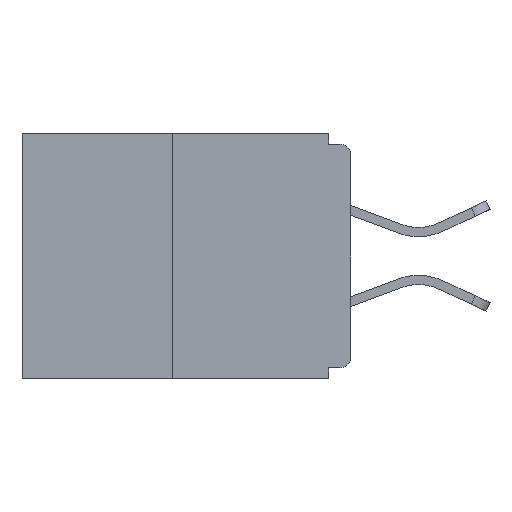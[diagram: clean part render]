
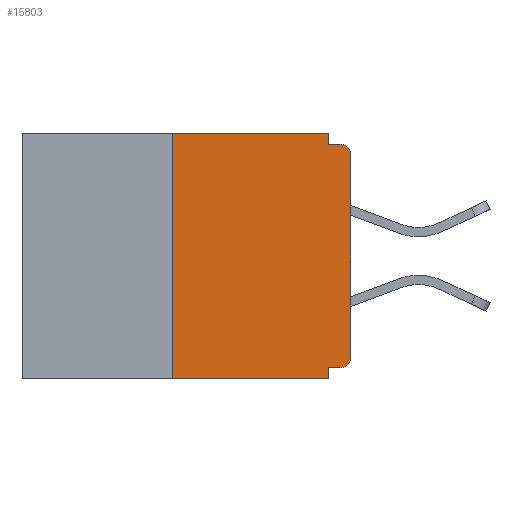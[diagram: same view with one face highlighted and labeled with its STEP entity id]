
A CAD part, left-side view. The second image highlights one B-rep face of the part: STEP entity #15803.
In plain terms, the highlighted planar face has unit normal (-1, 0, 0).
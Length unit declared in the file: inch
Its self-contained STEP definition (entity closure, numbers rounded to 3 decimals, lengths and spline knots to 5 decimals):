
#666 = VERTEX_POINT ( 'NONE', #16368 ) ;
#683 = CIRCLE ( 'NONE', #1585, 0.015 ) ;
#824 = CARTESIAN_POINT ( 'NONE',  ( 0., 0.031, -0.015 ) ) ;
#1054 = DIRECTION ( 'NONE',  ( 0., -1., 0. ) ) ;
#1585 = AXIS2_PLACEMENT_3D ( 'NONE', #7049, #12709, #3087 ) ;
#1607 = ORIENTED_EDGE ( 'NONE', *, *, #13235, .F. ) ;
#1808 = ORIENTED_EDGE ( 'NONE', *, *, #8145, .T. ) ;
#1832 = EDGE_CURVE ( 'NONE', #5376, #4507, #12269, .T. ) ;
#1929 = VECTOR ( 'NONE', #9487, 39.37008 ) ;
#2504 = CARTESIAN_POINT ( 'NONE',  ( 0., 0.015, -0.03 ) ) ;
#3087 = DIRECTION ( 'NONE',  ( 0., 0., -1. ) ) ;
#3605 = ORIENTED_EDGE ( 'NONE', *, *, #13443, .F. ) ;
#3685 = DIRECTION ( 'NONE',  ( 0., -1., 0. ) ) ;
#3881 = DIRECTION ( 'NONE',  ( 0., 0., -1. ) ) ;
#4022 = VERTEX_POINT ( 'NONE', #7064 ) ;
#4507 = VERTEX_POINT ( 'NONE', #16428 ) ;
#4665 = LINE ( 'NONE', #10288, #5442 ) ;
#5028 = LINE ( 'NONE', #10853, #17998 ) ;
#5083 = AXIS2_PLACEMENT_3D ( 'NONE', #2504, #16537, #3881 ) ;
#5266 = CARTESIAN_POINT ( 'NONE',  ( 0., 0.46, -0.343 ) ) ;
#5282 = ORIENTED_EDGE ( 'NONE', *, *, #7364, .T. ) ;
#5376 = VERTEX_POINT ( 'NONE', #824 ) ;
#5428 = DIRECTION ( 'NONE',  ( 0., 0., 1. ) ) ;
#5442 = VECTOR ( 'NONE', #8896, 39.37008 ) ;
#5472 = CARTESIAN_POINT ( 'NONE',  ( 0., 0., -0.03 ) ) ;
#5569 = CARTESIAN_POINT ( 'NONE',  ( 0., 0.031, -0.343 ) ) ;
#6183 = VERTEX_POINT ( 'NONE', #5472 ) ;
#6368 = VERTEX_POINT ( 'NONE', #7221 ) ;
#6640 = LINE ( 'NONE', #15068, #11619 ) ;
#7024 = ORIENTED_EDGE ( 'NONE', *, *, #8060, .T. ) ;
#7029 = CARTESIAN_POINT ( 'NONE',  ( 0., 0.25, 0. ) ) ;
#7041 = VECTOR ( 'NONE', #12504, 39.37008 ) ;
#7049 = CARTESIAN_POINT ( 'NONE',  ( 0., 0.015, -0.313 ) ) ;
#7064 = CARTESIAN_POINT ( 'NONE',  ( 0., 0.015, -0.328 ) ) ;
#7221 = CARTESIAN_POINT ( 'NONE',  ( 0., 0.25, 0. ) ) ;
#7354 = ORIENTED_EDGE ( 'NONE', *, *, #16913, .F. ) ;
#7364 = EDGE_CURVE ( 'NONE', #6183, #4507, #15991, .T. ) ;
#7665 = PLANE ( 'NONE',  #12134 ) ;
#8060 = EDGE_CURVE ( 'NONE', #666, #6183, #6640, .T. ) ;
#8145 = EDGE_CURVE ( 'NONE', #12076, #10013, #16528, .T. ) ;
#8607 = EDGE_CURVE ( 'NONE', #4022, #666, #683, .T. ) ;
#8864 = VECTOR ( 'NONE', #11198, 39.37008 ) ;
#8896 = DIRECTION ( 'NONE',  ( 0., 1., 0. ) ) ;
#8961 = VERTEX_POINT ( 'NONE', #16550 ) ;
#9487 = DIRECTION ( 'NONE',  ( 0., -1., 0. ) ) ;
#9652 = LINE ( 'NONE', #5569, #7041 ) ;
#10001 = LINE ( 'NONE', #11665, #17560 ) ;
#10013 = VERTEX_POINT ( 'NONE', #16577 ) ;
#10237 = CARTESIAN_POINT ( 'NONE',  ( 0., 0.25, -0.343 ) ) ;
#10288 = CARTESIAN_POINT ( 'NONE',  ( 0., 0., -0.328 ) ) ;
#10415 = VECTOR ( 'NONE', #3685, 39.37008 ) ;
#10626 = DIRECTION ( 'NONE',  ( 1., 0., 0. ) ) ;
#10853 = CARTESIAN_POINT ( 'NONE',  ( 0., 0.46, 0. ) ) ;
#11198 = DIRECTION ( 'NONE',  ( 0., 0., 1. ) ) ;
#11619 = VECTOR ( 'NONE', #5428, 39.37008 ) ;
#11665 = CARTESIAN_POINT ( 'NONE',  ( 0., 0.031, 0. ) ) ;
#11836 = FACE_OUTER_BOUND ( 'NONE', #15223, .T. ) ;
#12076 = VERTEX_POINT ( 'NONE', #10237 ) ;
#12134 = AXIS2_PLACEMENT_3D ( 'NONE', #13309, #10626, #17459 ) ;
#12269 = LINE ( 'NONE', #16227, #1929 ) ;
#12504 = DIRECTION ( 'NONE',  ( 0., 0., -1. ) ) ;
#12615 = CARTESIAN_POINT ( 'NONE',  ( 0., 0.031, -0.328 ) ) ;
#12693 = ORIENTED_EDGE ( 'NONE', *, *, #1832, .F. ) ;
#12709 = DIRECTION ( 'NONE',  ( -1., 0., 0. ) ) ;
#13062 = ORIENTED_EDGE ( 'NONE', *, *, #15123, .F. ) ;
#13235 = EDGE_CURVE ( 'NONE', #6368, #8961, #5028, .T. ) ;
#13309 = CARTESIAN_POINT ( 'NONE',  ( 0., 0.46, 0. ) ) ;
#13443 = EDGE_CURVE ( 'NONE', #14643, #10013, #9652, .T. ) ;
#14177 = ORIENTED_EDGE ( 'NONE', *, *, #16495, .F. ) ;
#14643 = VERTEX_POINT ( 'NONE', #12615 ) ;
#15068 = CARTESIAN_POINT ( 'NONE',  ( 0., 0., 0. ) ) ;
#15123 = EDGE_CURVE ( 'NONE', #12076, #6368, #15440, .T. ) ;
#15223 = EDGE_LOOP ( 'NONE', ( #1607, #13062, #1808, #3605, #14177, #16498, #7024, #5282, #12693, #7354 ) ) ;
#15440 = LINE ( 'NONE', #7029, #8864 ) ;
#15633 = DIRECTION ( 'NONE',  ( 0., 0., -1. ) ) ;
#15803 = ADVANCED_FACE ( 'NONE', ( #11836 ), #7665, .F. ) ;
#15991 = CIRCLE ( 'NONE', #5083, 0.015 ) ;
#16227 = CARTESIAN_POINT ( 'NONE',  ( 0., 0., -0.015 ) ) ;
#16368 = CARTESIAN_POINT ( 'NONE',  ( 0., 0., -0.313 ) ) ;
#16428 = CARTESIAN_POINT ( 'NONE',  ( 0., 0.015, -0.015 ) ) ;
#16495 = EDGE_CURVE ( 'NONE', #4022, #14643, #4665, .T. ) ;
#16498 = ORIENTED_EDGE ( 'NONE', *, *, #8607, .T. ) ;
#16528 = LINE ( 'NONE', #5266, #10415 ) ;
#16537 = DIRECTION ( 'NONE',  ( -1., 0., 0. ) ) ;
#16550 = CARTESIAN_POINT ( 'NONE',  ( 0., 0.031, 0. ) ) ;
#16577 = CARTESIAN_POINT ( 'NONE',  ( 0., 0.031, -0.343 ) ) ;
#16913 = EDGE_CURVE ( 'NONE', #8961, #5376, #10001, .T. ) ;
#17459 = DIRECTION ( 'NONE',  ( 0., 0., -1. ) ) ;
#17560 = VECTOR ( 'NONE', #15633, 39.37008 ) ;
#17998 = VECTOR ( 'NONE', #1054, 39.37008 ) ;
